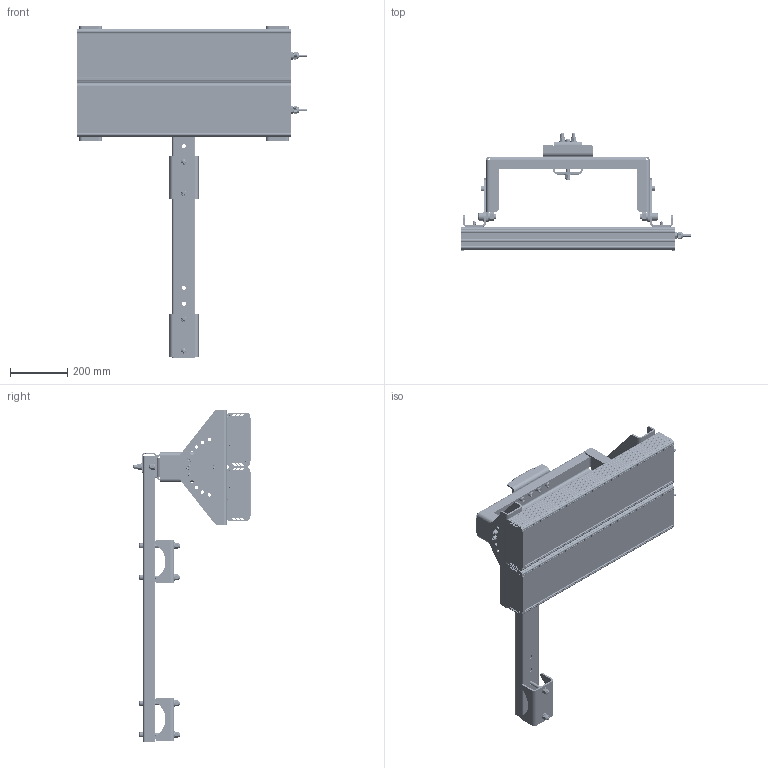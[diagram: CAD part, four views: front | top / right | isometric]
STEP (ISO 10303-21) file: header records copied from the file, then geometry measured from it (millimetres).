
FILE_DESCRIPTION(('STEP AP214'), '1');
FILE_NAME('001.0084.17.000 - ÃÑÓ Ýêñòðà Ì 300 (2õ150)', '2023-12-14T07:50:50', ('Åâãåíèé'), ('ÎÊÁ Ñâîé Ñòèëü'), 'C3D Converter', 'C3D Toolkit', '');
FILE_SCHEMA(('AUTOMOTIVE_DESIGN { 1 0 10303 214 3 1 1}'));
Length unit declared in the file: millimetre
Products named in the file (49): 001.0084.17.000; 001.0056.03.000; 001.0054.04.001.х2; 001.0054.04.001.х2-01; 001.0056.00.001; 001.0056.01.000; 001.0056.01.001; ТрП 80х40х3.1000.01; 001.0056.00.002
Assembly tree (142 placements, depth 4):
  001.0084.17.000
    (unnamed)  x2
      (unnamed)
      (unnamed)
      (unnamed)
      (unnamed)
      (unnamed)
      (unnamed)
      (unnamed)
      (unnamed)
      (unnamed)
        (unnamed)
      (unnamed)
        (unnamed)
        (unnamed)  x13
        (unnamed)
        (unnamed)
        (unnamed)
        (unnamed)
        (unnamed)
        (unnamed)
        (unnamed)
    001.0056.03.000
      001.0054.04.001.х2
      001.0054.04.001.х2-01
      (unnamed)  x2
      (unnamed)  x2
      (unnamed)  x2
      (unnamed)  x2
      (unnamed)  x2
      (unnamed)  x2
      001.0056.00.001
      001.0056.01.000
        001.0056.01.001
        ТрП 80х40х3.1000.01
      (unnamed)  x4
      (unnamed)  x2
      (unnamed)  x2
      (unnamed)  x2
      (unnamed)  x8
      (unnamed)  x4
      (unnamed)  x4
      (unnamed)  x4
      (unnamed)  x16
      001.0056.00.002  x2
      (unnamed)  x4
      (unnamed)  x8
      (unnamed)  x2
      (unnamed)  x2
Bounding box: 806.43 x 410.16 x 1159.5 mm (x, y, z)
Volume: 7743469.5 mm3; surface area: 4874471.4 mm2
Topology: 1145 solids, 1145 shells, 12626 faces, 29750 edges, 19764 vertices
Faces by surface type: plane 8570, cylinder 3430, cone 408, bspline 138, torus 48, sphere 32
Full cylindrical faces by diameter (mm): 1 x32, 2 x64, 2.5 x128, 2.8 x800, 3.2 x32, 3.5 x160, 4 x24, 4.917 x4, 6 x4, 6.4 x4, 6.75 x4, 8 x28, 8.376 x4, 10 x16, 10.106 x8, 11 x12, 12 x38, 12.5 x2, 13 x8, 13.5 x16, 14 x40, 15.294 x2, 16 x6, 18 x18, 18.5 x6, 20 x14, 22 x4, 23.5 x2, 24 x16, 27 x2
Entity records: 121615 total; most frequent: CARTESIAN_POINT 49774, DIRECTION 11718, ORIENTED_EDGE 10800, EDGE_CURVE 5400, AXIS2_PLACEMENT_3D 4301, VERTEX_POINT 3708, LINE 3116, VECTOR 3116
